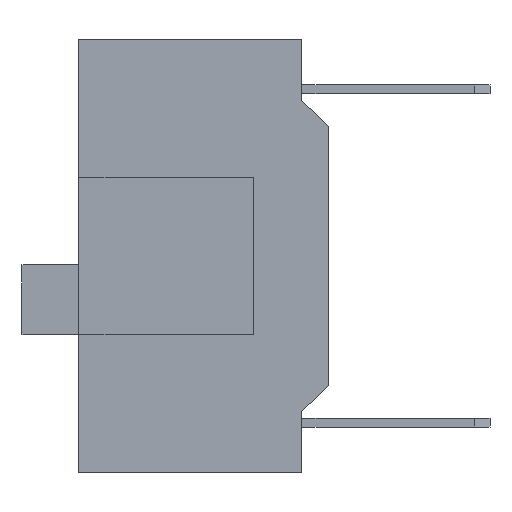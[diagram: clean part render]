
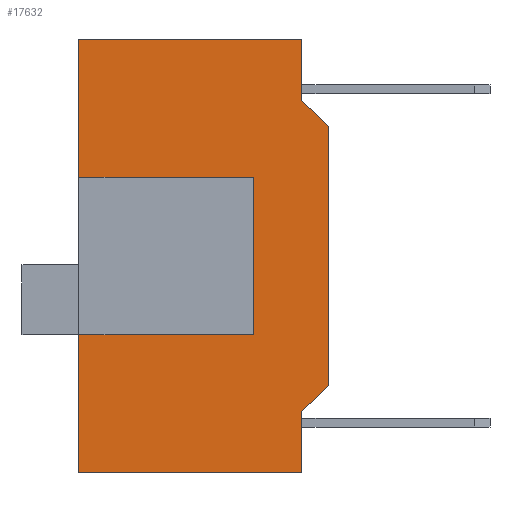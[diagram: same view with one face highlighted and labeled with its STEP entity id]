
A CAD part, left-side view. The second image highlights one B-rep face of the part: STEP entity #17632.
In plain terms, the highlighted planar face has unit normal (-1, 0, 0).
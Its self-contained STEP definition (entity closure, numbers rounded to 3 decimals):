
#7851 = VECTOR ( 'NONE', #7854, 1000. ) ;
#7852 = LINE ( 'NONE', #7855, #7851 ) ;
#7854 = DIRECTION ( 'NONE',  ( 0., -0.707, 0.707 ) ) ;
#7855 = CARTESIAN_POINT ( 'NONE',  ( -1.77, 0., -6.76 ) ) ;
#7906 = CARTESIAN_POINT ( 'NONE',  ( -1.77, 0.6, -8.76 ) ) ;
#7911 = CARTESIAN_POINT ( 'NONE',  ( -1.77, 0.6, -7.36 ) ) ;
#8009 = DIRECTION ( 'NONE',  ( 0., 0., 1. ) ) ;
#8010 = VECTOR ( 'NONE', #8009, 1000. ) ;
#8011 = CARTESIAN_POINT ( 'NONE',  ( -1.77, 0.6, -7.36 ) ) ;
#8012 = LINE ( 'NONE', #8011, #8010 ) ;
#8092 = FACE_OUTER_BOUND ( 'NONE', #17646, .T. ) ;
#8100 = CARTESIAN_POINT ( 'NONE',  ( -1.77, 1.7, -5.61 ) ) ;
#8103 = DIRECTION ( 'NONE',  ( 0., 0., 1. ) ) ;
#8104 = VECTOR ( 'NONE', #8103, 1000. ) ;
#8106 = CARTESIAN_POINT ( 'NONE',  ( -1.77, 0.6, -0.26 ) ) ;
#8107 = LINE ( 'NONE', #8106, #8104 ) ;
#8116 = CARTESIAN_POINT ( 'NONE',  ( -1.77, 0.6, -0.26 ) ) ;
#8327 = DIRECTION ( 'NONE',  ( 0., -1., 0. ) ) ;
#8328 = VECTOR ( 'NONE', #8327, 1000. ) ;
#8329 = CARTESIAN_POINT ( 'NONE',  ( -1.77, 5.7, 1.14 ) ) ;
#8331 = LINE ( 'NONE', #8329, #8328 ) ;
#8333 = DIRECTION ( 'NONE',  ( 0., 0.707, 0.707 ) ) ;
#8334 = VECTOR ( 'NONE', #8333, 1000. ) ;
#8335 = CARTESIAN_POINT ( 'NONE',  ( -1.77, 0., -0.86 ) ) ;
#8336 = LINE ( 'NONE', #8335, #8334 ) ;
#8340 = DIRECTION ( 'NONE',  ( 0., 1., 0. ) ) ;
#8341 = VECTOR ( 'NONE', #8340, 1000. ) ;
#8342 = CARTESIAN_POINT ( 'NONE',  ( -1.77, 1.7, -2.01 ) ) ;
#8343 = LINE ( 'NONE', #8342, #8341 ) ;
#8345 = DIRECTION ( 'NONE',  ( 0., 0., -1. ) ) ;
#8346 = VECTOR ( 'NONE', #8345, 1000. ) ;
#8347 = CARTESIAN_POINT ( 'NONE',  ( -1.77, 0., 1.14 ) ) ;
#8348 = LINE ( 'NONE', #8347, #8346 ) ;
#8359 = DIRECTION ( 'NONE',  ( 0., -1., 0. ) ) ;
#8360 = VECTOR ( 'NONE', #8359, 1000. ) ;
#8363 = CARTESIAN_POINT ( 'NONE',  ( -1.77, 5.7, -8.76 ) ) ;
#8364 = LINE ( 'NONE', #8363, #8360 ) ;
#8367 = DIRECTION ( 'NONE',  ( 0., 0., 1. ) ) ;
#8368 = VECTOR ( 'NONE', #8367, 1000. ) ;
#8369 = CARTESIAN_POINT ( 'NONE',  ( -1.77, 1.7, -5.61 ) ) ;
#8371 = CARTESIAN_POINT ( 'NONE',  ( -1.77, 1.7, -2.01 ) ) ;
#8375 = DIRECTION ( 'NONE',  ( 0., 0., 1. ) ) ;
#8376 = DIRECTION ( 'NONE',  ( -1., 0., 0. ) ) ;
#8377 = CARTESIAN_POINT ( 'NONE',  ( -1.77, 5.7, 1.14 ) ) ;
#8378 = AXIS2_PLACEMENT_3D ( 'NONE', #8377, #8376, #8375 ) ;
#8381 = LINE ( 'NONE', #8369, #8368 ) ;
#8382 = PLANE ( 'NONE',  #8378 ) ;
#8400 = CARTESIAN_POINT ( 'NONE',  ( -1.77, 0., -0.86 ) ) ;
#8431 = CARTESIAN_POINT ( 'NONE',  ( -1.77, 0., -6.76 ) ) ;
#8432 = DIRECTION ( 'NONE',  ( 0., 1., 0. ) ) ;
#8433 = VECTOR ( 'NONE', #8432, 1000. ) ;
#8434 = CARTESIAN_POINT ( 'NONE',  ( -1.77, 1.7, -5.61 ) ) ;
#8435 = LINE ( 'NONE', #8434, #8433 ) ;
#12643 = CARTESIAN_POINT ( 'NONE',  ( -1.77, 0.6, 1.14 ) ) ;
#14974 = VERTEX_POINT ( 'NONE', #20931 ) ;
#14979 = EDGE_CURVE ( 'NONE', #14974, #14987, #20935, .T. ) ;
#14983 = VERTEX_POINT ( 'NONE', #20923 ) ;
#14987 = VERTEX_POINT ( 'NONE', #20987 ) ;
#15010 = EDGE_CURVE ( 'NONE', #14983, #15030, #21055, .T. ) ;
#15030 = VERTEX_POINT ( 'NONE', #21028 ) ;
#17404 = VERTEX_POINT ( 'NONE', #7906 ) ;
#17416 = VERTEX_POINT ( 'NONE', #7911 ) ;
#17457 = EDGE_CURVE ( 'NONE', #17404, #17416, #8012, .T. ) ;
#17519 = EDGE_CURVE ( 'NONE', #17521, #18533, #8107, .T. ) ;
#17521 = VERTEX_POINT ( 'NONE', #8116 ) ;
#17617 = ORIENTED_EDGE ( 'NONE', *, *, #17519, .T. ) ;
#17618 = ORIENTED_EDGE ( 'NONE', *, *, #17620, .F. ) ;
#17619 = ORIENTED_EDGE ( 'NONE', *, *, #17631, .T. ) ;
#17620 = EDGE_CURVE ( 'NONE', #17651, #17652, #8348, .T. ) ;
#17621 = EDGE_CURVE ( 'NONE', #17641, #14987, #8343, .T. ) ;
#17622 = ORIENTED_EDGE ( 'NONE', *, *, #14979, .T. ) ;
#17623 = EDGE_CURVE ( 'NONE', #17651, #17521, #8336, .T. ) ;
#17624 = EDGE_CURVE ( 'NONE', #14974, #18533, #8331, .T. ) ;
#17626 = ORIENTED_EDGE ( 'NONE', *, *, #17623, .T. ) ;
#17629 = VERTEX_POINT ( 'NONE', #8100 ) ;
#17630 = ORIENTED_EDGE ( 'NONE', *, *, #17635, .F. ) ;
#17631 = EDGE_CURVE ( 'NONE', #17416, #17652, #7852, .T. ) ;
#17632 = ADVANCED_FACE ( 'NONE', ( #8092 ), #8382, .T. ) ;
#17635 = EDGE_CURVE ( 'NONE', #17629, #17641, #8381, .T. ) ;
#17636 = EDGE_CURVE ( 'NONE', #15030, #17404, #8364, .T. ) ;
#17637 = ORIENTED_EDGE ( 'NONE', *, *, #17648, .T. ) ;
#17641 = VERTEX_POINT ( 'NONE', #8371 ) ;
#17642 = ORIENTED_EDGE ( 'NONE', *, *, #17457, .T. ) ;
#17646 = EDGE_LOOP ( 'NONE', ( #17630, #17637, #17654, #17697, #17642, #17619, #17618, #17626, #17617, #17685, #17622, #17687 ) ) ;
#17648 = EDGE_CURVE ( 'NONE', #17629, #14983, #8435, .T. ) ;
#17651 = VERTEX_POINT ( 'NONE', #8400 ) ;
#17652 = VERTEX_POINT ( 'NONE', #8431 ) ;
#17654 = ORIENTED_EDGE ( 'NONE', *, *, #15010, .T. ) ;
#17685 = ORIENTED_EDGE ( 'NONE', *, *, #17624, .F. ) ;
#17687 = ORIENTED_EDGE ( 'NONE', *, *, #17621, .F. ) ;
#17697 = ORIENTED_EDGE ( 'NONE', *, *, #17636, .T. ) ;
#18533 = VERTEX_POINT ( 'NONE', #12643 ) ;
#20923 = CARTESIAN_POINT ( 'NONE',  ( -1.77, 5.7, -5.61 ) ) ;
#20924 = DIRECTION ( 'NONE',  ( 0., 0., -1. ) ) ;
#20925 = VECTOR ( 'NONE', #20924, 1000. ) ;
#20926 = CARTESIAN_POINT ( 'NONE',  ( -1.77, 5.7, 1.14 ) ) ;
#20931 = CARTESIAN_POINT ( 'NONE',  ( -1.77, 5.7, 1.14 ) ) ;
#20935 = LINE ( 'NONE', #20926, #20925 ) ;
#20987 = CARTESIAN_POINT ( 'NONE',  ( -1.77, 5.7, -2.01 ) ) ;
#21028 = CARTESIAN_POINT ( 'NONE',  ( -1.77, 5.7, -8.76 ) ) ;
#21033 = DIRECTION ( 'NONE',  ( 0., 0., -1. ) ) ;
#21034 = VECTOR ( 'NONE', #21033, 1000. ) ;
#21035 = CARTESIAN_POINT ( 'NONE',  ( -1.77, 5.7, 1.14 ) ) ;
#21055 = LINE ( 'NONE', #21035, #21034 ) ;
